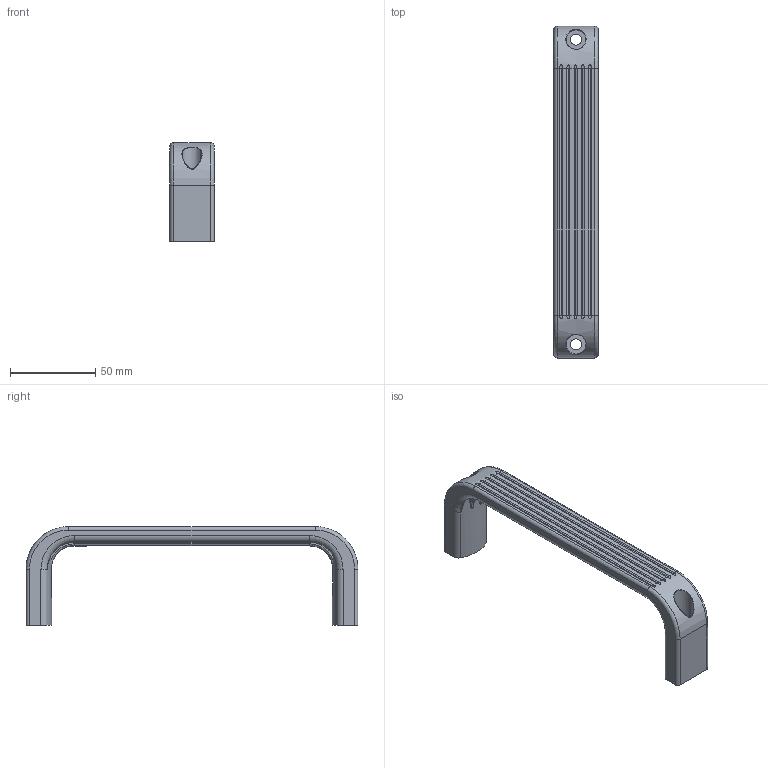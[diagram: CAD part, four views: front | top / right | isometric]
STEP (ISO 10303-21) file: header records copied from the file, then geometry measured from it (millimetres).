
FILE_DESCRIPTION (( 'STEP AP214' ), '1' );
FILE_NAME ('092307.STEP', '2014-08-14T13:32:00', ( '' ), ( '' ), 'SwSTEP 2.0', 'SolidWorks 2014', '' );
FILE_SCHEMA (( 'AUTOMOTIVE_DESIGN' ));
Length unit declared in the file: millimetre
Products named in the file (1): 092307
Bounding box: 26 x 195 x 58 mm (x, y, z)
Volume: 55061.4 mm3; surface area: 31013.9 mm2
Topology: 1 solids, 1 shells, 184 faces, 466 edges, 286 vertices
Faces by surface type: cylinder 78, torus 44, plane 42, bspline 18, cone 2
Entity records: 7256 total; most frequent: CARTESIAN_POINT 2865, DIRECTION 930, ORIENTED_EDGE 924, EDGE_CURVE 462, AXIS2_PLACEMENT_3D 379, VERTEX_POINT 286, CIRCLE 212, EDGE_LOOP 194
